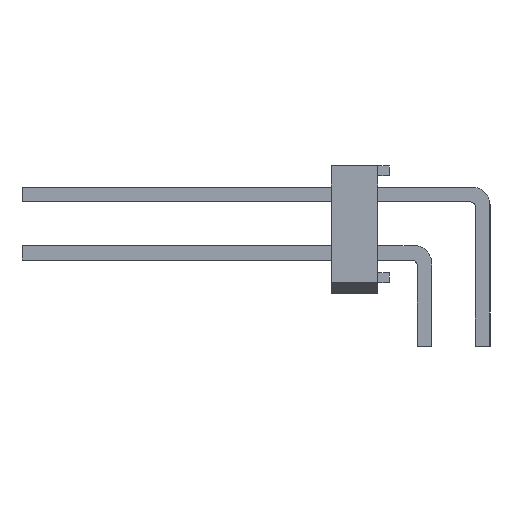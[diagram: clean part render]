
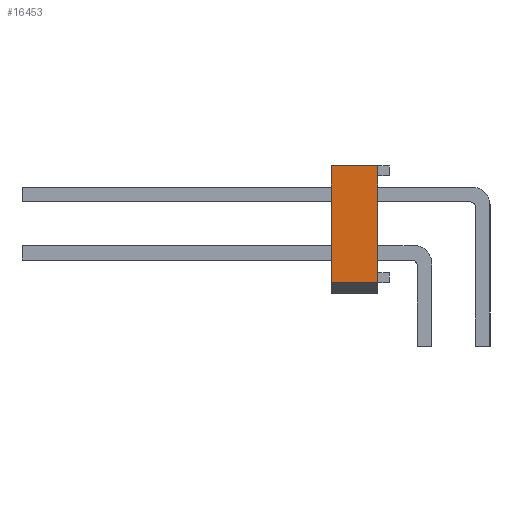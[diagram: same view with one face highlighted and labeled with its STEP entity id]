
A CAD part, left-side view. The second image highlights one B-rep face of the part: STEP entity #16453.
In plain terms, the highlighted face is planar.
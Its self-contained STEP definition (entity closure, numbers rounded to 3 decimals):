
#8630 = VERTEX_POINT('',#8631);
#8631 = CARTESIAN_POINT('',(16.51,2.54,-2.54));
#8637 = EDGE_CURVE('',#8630,#8638,#8640,.T.);
#8638 = VERTEX_POINT('',#8639);
#8639 = CARTESIAN_POINT('',(16.51,0.508,-2.54));
#8640 = LINE('',#8641,#8642);
#8641 = CARTESIAN_POINT('',(16.51,2.54,-2.54));
#8642 = VECTOR('',#8643,1.);
#8643 = DIRECTION('',(0.,-1.,0.));
#16418 = VERTEX_POINT('',#16419);
#16419 = CARTESIAN_POINT('',(16.51,0.508,2.54));
#16427 = EDGE_CURVE('',#16428,#16418,#16430,.T.);
#16428 = VERTEX_POINT('',#16429);
#16429 = CARTESIAN_POINT('',(16.51,2.54,2.54));
#16430 = LINE('',#16431,#16432);
#16431 = CARTESIAN_POINT('',(16.51,2.54,2.54));
#16432 = VECTOR('',#16433,1.);
#16433 = DIRECTION('',(0.,-1.,0.));
#16453 = ADVANCED_FACE('',(#16454),#16470,.F.);
#16454 = FACE_BOUND('',#16455,.T.);
#16455 = EDGE_LOOP('',(#16456,#16462,#16463,#16469));
#16456 = ORIENTED_EDGE('',*,*,#16457,.F.);
#16457 = EDGE_CURVE('',#8638,#16418,#16458,.T.);
#16458 = LINE('',#16459,#16460);
#16459 = CARTESIAN_POINT('',(16.51,0.508,2.54));
#16460 = VECTOR('',#16461,1.);
#16461 = DIRECTION('',(0.,0.,1.));
#16462 = ORIENTED_EDGE('',*,*,#8637,.F.);
#16463 = ORIENTED_EDGE('',*,*,#16464,.F.);
#16464 = EDGE_CURVE('',#16428,#8630,#16465,.T.);
#16465 = LINE('',#16466,#16467);
#16466 = CARTESIAN_POINT('',(16.51,2.54,2.54));
#16467 = VECTOR('',#16468,1.);
#16468 = DIRECTION('',(0.,0.,-1.));
#16469 = ORIENTED_EDGE('',*,*,#16427,.T.);
#16470 = PLANE('',#16471);
#16471 = AXIS2_PLACEMENT_3D('',#16472,#16473,#16474);
#16472 = CARTESIAN_POINT('',(16.51,2.54,2.54));
#16473 = DIRECTION('',(-1.,0.,0.));
#16474 = DIRECTION('',(0.,0.,1.));
